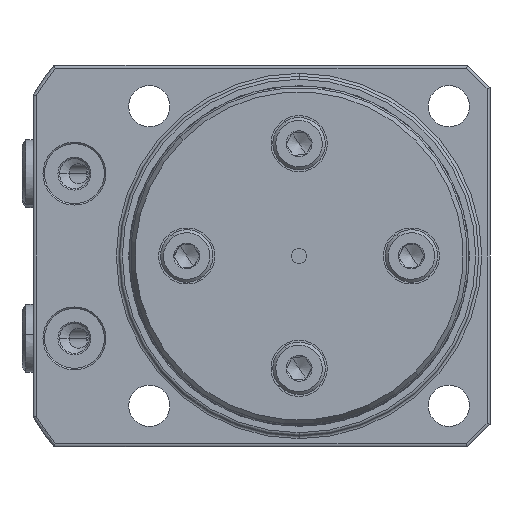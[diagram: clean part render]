
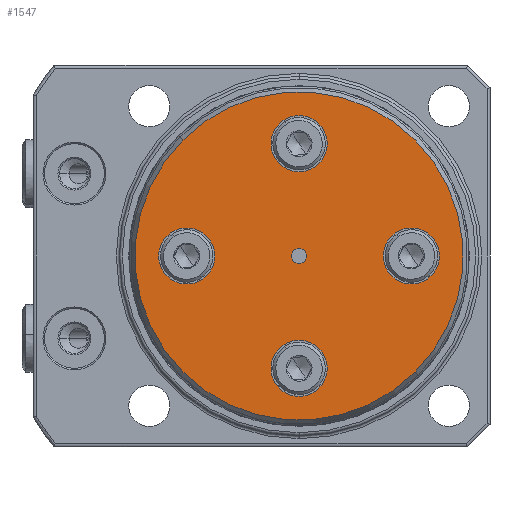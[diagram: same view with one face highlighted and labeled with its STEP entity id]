
A CAD part, front view. The second image highlights one B-rep face of the part: STEP entity #1547.
In plain terms, the highlighted planar face has unit normal (0, -1, 0).
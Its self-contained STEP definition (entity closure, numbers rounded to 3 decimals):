
#772 = FACE_BOUND ( 'NONE', #6245, .T. ) ;
#774 = FACE_BOUND ( 'NONE', #6246, .T. ) ;
#775 = AXIS2_PLACEMENT_3D ( 'NONE', #6017, #6018, #6019 ) ;
#908 = FACE_BOUND ( 'NONE', #6244, .T. ) ;
#946 = AXIS2_PLACEMENT_3D ( 'NONE', #2455, #2456, #2457 ) ;
#959 = AXIS2_PLACEMENT_3D ( 'NONE', #2431, #2432, #2433 ) ;
#963 = AXIS2_PLACEMENT_3D ( 'NONE', #2407, #2408, #2409 ) ;
#973 = AXIS2_PLACEMENT_3D ( 'NONE', #12398, #12399, #12400 ) ;
#979 = AXIS2_PLACEMENT_3D ( 'NONE', #12386, #12387, #12388 ) ;
#1149 = FACE_OUTER_BOUND ( 'NONE', #6249, .T. ) ;
#1150 = FACE_BOUND ( 'NONE', #6248, .T. ) ;
#1153 = FACE_BOUND ( 'NONE', #6247, .T. ) ;
#1353 = EDGE_CURVE ( 'NONE', #8324, #8325, #11668, .T. ) ;
#1394 = EDGE_CURVE ( 'NONE', #8228, #8227, #11652, .T. ) ;
#1395 = EDGE_CURVE ( 'NONE', #6777, #8223, #11651, .T. ) ;
#1396 = EDGE_CURVE ( 'NONE', #8249, #8250, #11650, .T. ) ;
#1397 = EDGE_CURVE ( 'NONE', #8654, #8638, #11649, .T. ) ;
#1398 = EDGE_CURVE ( 'NONE', #8651, #8652, #11648, .T. ) ;
#1399 = EDGE_CURVE ( 'NONE', #8325, #8324, #11647, .T. ) ;
#1547 = ADVANCED_FACE ( 'NONE', ( #908, #772, #774, #1153, #1150, #1149 ), #6016, .T. ) ;
#1624 = EDGE_CURVE ( 'NONE', #8227, #8228, #11541, .T. ) ;
#1628 = EDGE_CURVE ( 'NONE', #8223, #6777, #11539, .T. ) ;
#2327 = CARTESIAN_POINT ( 'NONE',  ( -10.607, 0., 14.357 ) ) ;
#2338 = CARTESIAN_POINT ( 'NONE',  ( -10.607, 0., -14.357 ) ) ;
#2339 = CARTESIAN_POINT ( 'NONE',  ( -10.607, 0., -6.857 ) ) ;
#2341 = CARTESIAN_POINT ( 'NONE',  ( -10.607, 0., 6.857 ) ) ;
#2407 = CARTESIAN_POINT ( 'NONE',  ( 10.607, 0., 10.607 ) ) ;
#2408 = DIRECTION ( 'NONE',  ( 0., -1., 0. ) ) ;
#2409 = DIRECTION ( 'NONE',  ( 0., 0., -1. ) ) ;
#2431 = CARTESIAN_POINT ( 'NONE',  ( -10.607, 0., 10.607 ) ) ;
#2432 = DIRECTION ( 'NONE',  ( 0., -1., 0. ) ) ;
#2433 = DIRECTION ( 'NONE',  ( 0., 0., -1. ) ) ;
#2455 = CARTESIAN_POINT ( 'NONE',  ( -10.607, 0., -10.607 ) ) ;
#2456 = DIRECTION ( 'NONE',  ( 0., -1., 0. ) ) ;
#2457 = DIRECTION ( 'NONE',  ( 0., 0., -1. ) ) ;
#3706 = CARTESIAN_POINT ( 'NONE',  ( 0., 0., 0. ) ) ;
#3713 = DIRECTION ( 'NONE',  ( 0., 1., 0. ) ) ;
#3714 = DIRECTION ( 'NONE',  ( 0., 0., 1. ) ) ;
#3874 = CARTESIAN_POINT ( 'NONE',  ( 0., 0., 0. ) ) ;
#3875 = DIRECTION ( 'NONE',  ( 0., -1., 0. ) ) ;
#3876 = DIRECTION ( 'NONE',  ( 0., 0., -1. ) ) ;
#3877 = CARTESIAN_POINT ( 'NONE',  ( 10.607, 0., -10.607 ) ) ;
#3878 = DIRECTION ( 'NONE',  ( 0., -1., 0. ) ) ;
#3879 = DIRECTION ( 'NONE',  ( 0., 0., -1. ) ) ;
#3880 = CARTESIAN_POINT ( 'NONE',  ( 10.607, 0., 10.607 ) ) ;
#3881 = DIRECTION ( 'NONE',  ( 0., -1., 0. ) ) ;
#3882 = DIRECTION ( 'NONE',  ( 0., 0., -1. ) ) ;
#3883 = CARTESIAN_POINT ( 'NONE',  ( -10.607, 0., 10.607 ) ) ;
#3884 = DIRECTION ( 'NONE',  ( 0., -1., 0. ) ) ;
#3885 = DIRECTION ( 'NONE',  ( 0., 0., -1. ) ) ;
#3886 = CARTESIAN_POINT ( 'NONE',  ( -10.607, 0., -10.607 ) ) ;
#3887 = DIRECTION ( 'NONE',  ( 0., -1., 0. ) ) ;
#3888 = DIRECTION ( 'NONE',  ( 0., 0., -1. ) ) ;
#3889 = CARTESIAN_POINT ( 'NONE',  ( 0., 0., 0. ) ) ;
#3890 = DIRECTION ( 'NONE',  ( 0., 1., 0. ) ) ;
#3891 = DIRECTION ( 'NONE',  ( 0., 0., 1. ) ) ;
#6016 = PLANE ( 'NONE',  #775 ) ;
#6017 = CARTESIAN_POINT ( 'NONE',  ( -21.923, 0., 0. ) ) ;
#6018 = DIRECTION ( 'NONE',  ( 0., -1., 0. ) ) ;
#6019 = DIRECTION ( 'NONE',  ( 0., 0., -1. ) ) ;
#6244 = EDGE_LOOP ( 'NONE', ( #6597, #6595 ) ) ;
#6245 = EDGE_LOOP ( 'NONE', ( #6599, #6593 ) ) ;
#6246 = EDGE_LOOP ( 'NONE', ( #6596, #6591 ) ) ;
#6247 = EDGE_LOOP ( 'NONE', ( #6594, #6589 ) ) ;
#6248 = EDGE_LOOP ( 'NONE', ( #6592, #6587 ) ) ;
#6249 = EDGE_LOOP ( 'NONE', ( #6590, #6586 ) ) ;
#6586 = ORIENTED_EDGE ( 'NONE', *, *, #1399, .F. ) ;
#6587 = ORIENTED_EDGE ( 'NONE', *, *, #9874, .F. ) ;
#6589 = ORIENTED_EDGE ( 'NONE', *, *, #9866, .F. ) ;
#6590 = ORIENTED_EDGE ( 'NONE', *, *, #1353, .F. ) ;
#6591 = ORIENTED_EDGE ( 'NONE', *, *, #9858, .F. ) ;
#6592 = ORIENTED_EDGE ( 'NONE', *, *, #1398, .F. ) ;
#6593 = ORIENTED_EDGE ( 'NONE', *, *, #1628, .F. ) ;
#6594 = ORIENTED_EDGE ( 'NONE', *, *, #1397, .F. ) ;
#6595 = ORIENTED_EDGE ( 'NONE', *, *, #1624, .F. ) ;
#6596 = ORIENTED_EDGE ( 'NONE', *, *, #1396, .F. ) ;
#6597 = ORIENTED_EDGE ( 'NONE', *, *, #1394, .F. ) ;
#6599 = ORIENTED_EDGE ( 'NONE', *, *, #1395, .F. ) ;
#6777 = VERTEX_POINT ( 'NONE', #12500 ) ;
#8223 = VERTEX_POINT ( 'NONE', #12509 ) ;
#8227 = VERTEX_POINT ( 'NONE', #12513 ) ;
#8228 = VERTEX_POINT ( 'NONE', #12514 ) ;
#8249 = VERTEX_POINT ( 'NONE', #12535 ) ;
#8250 = VERTEX_POINT ( 'NONE', #12536 ) ;
#8324 = VERTEX_POINT ( 'NONE', #12610 ) ;
#8325 = VERTEX_POINT ( 'NONE', #12611 ) ;
#8638 = VERTEX_POINT ( 'NONE', #2327 ) ;
#8651 = VERTEX_POINT ( 'NONE', #2338 ) ;
#8652 = VERTEX_POINT ( 'NONE', #2339 ) ;
#8654 = VERTEX_POINT ( 'NONE', #2341 ) ;
#9858 = EDGE_CURVE ( 'NONE', #8250, #8249, #11537, .T. ) ;
#9866 = EDGE_CURVE ( 'NONE', #8638, #8654, #11531, .T. ) ;
#9874 = EDGE_CURVE ( 'NONE', #8652, #8651, #11527, .T. ) ;
#11527 = CIRCLE ( 'NONE', #946, 3.75 ) ;
#11531 = CIRCLE ( 'NONE', #959, 3.75 ) ;
#11537 = CIRCLE ( 'NONE', #963, 3.75 ) ;
#11539 = CIRCLE ( 'NONE', #973, 3.75 ) ;
#11541 = CIRCLE ( 'NONE', #979, 1. ) ;
#11647 = CIRCLE ( 'NONE', #13361, 21.923 ) ;
#11648 = CIRCLE ( 'NONE', #13362, 3.75 ) ;
#11649 = CIRCLE ( 'NONE', #13363, 3.75 ) ;
#11650 = CIRCLE ( 'NONE', #13365, 3.75 ) ;
#11651 = CIRCLE ( 'NONE', #13369, 3.75 ) ;
#11652 = CIRCLE ( 'NONE', #13373, 1. ) ;
#11668 = CIRCLE ( 'NONE', #13499, 21.923 ) ;
#12386 = CARTESIAN_POINT ( 'NONE',  ( 0., 0., 0. ) ) ;
#12387 = DIRECTION ( 'NONE',  ( 0., -1., 0. ) ) ;
#12388 = DIRECTION ( 'NONE',  ( 0., 0., -1. ) ) ;
#12398 = CARTESIAN_POINT ( 'NONE',  ( 10.607, 0., -10.607 ) ) ;
#12399 = DIRECTION ( 'NONE',  ( 0., -1., 0. ) ) ;
#12400 = DIRECTION ( 'NONE',  ( 0., 0., -1. ) ) ;
#12500 = CARTESIAN_POINT ( 'NONE',  ( 10.607, 0., -14.357 ) ) ;
#12509 = CARTESIAN_POINT ( 'NONE',  ( 10.607, 0., -6.857 ) ) ;
#12513 = CARTESIAN_POINT ( 'NONE',  ( 0., 0., 1. ) ) ;
#12514 = CARTESIAN_POINT ( 'NONE',  ( 0., 0., -1. ) ) ;
#12535 = CARTESIAN_POINT ( 'NONE',  ( 10.607, 0., 6.857 ) ) ;
#12536 = CARTESIAN_POINT ( 'NONE',  ( 10.607, 0., 14.357 ) ) ;
#12610 = CARTESIAN_POINT ( 'NONE',  ( 0., 0., 21.923 ) ) ;
#12611 = CARTESIAN_POINT ( 'NONE',  ( 0., 0., -21.923 ) ) ;
#13361 = AXIS2_PLACEMENT_3D ( 'NONE', #3889, #3890, #3891 ) ;
#13362 = AXIS2_PLACEMENT_3D ( 'NONE', #3886, #3887, #3888 ) ;
#13363 = AXIS2_PLACEMENT_3D ( 'NONE', #3883, #3884, #3885 ) ;
#13365 = AXIS2_PLACEMENT_3D ( 'NONE', #3880, #3881, #3882 ) ;
#13369 = AXIS2_PLACEMENT_3D ( 'NONE', #3877, #3878, #3879 ) ;
#13373 = AXIS2_PLACEMENT_3D ( 'NONE', #3874, #3875, #3876 ) ;
#13499 = AXIS2_PLACEMENT_3D ( 'NONE', #3706, #3713, #3714 ) ;
